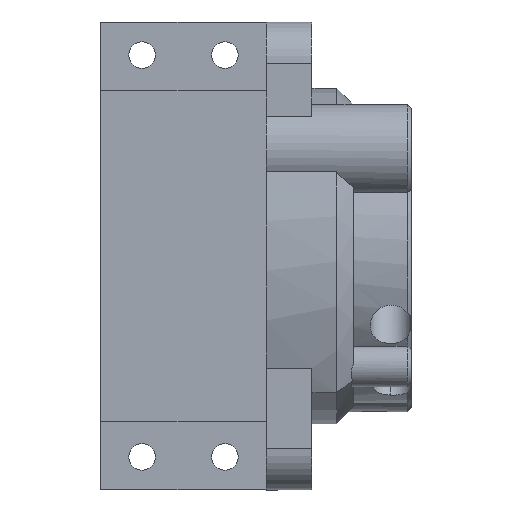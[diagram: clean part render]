
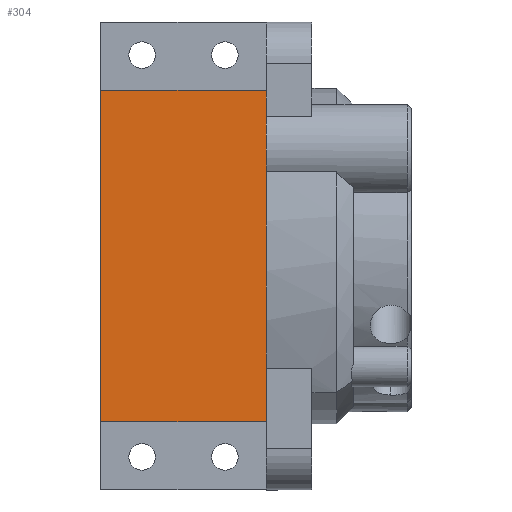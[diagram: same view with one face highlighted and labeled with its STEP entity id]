
A CAD part, front view. The second image highlights one B-rep face of the part: STEP entity #304.
In plain terms, the highlighted planar face has unit normal (0, -1, 0).
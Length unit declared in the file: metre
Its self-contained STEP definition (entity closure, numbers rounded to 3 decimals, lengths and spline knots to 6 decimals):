
#304 = ADVANCED_FACE( '', ( #764 ), #765, .T. );
#764 = FACE_OUTER_BOUND( '', #1386, .T. );
#765 = PLANE( '', #1387 );
#1386 = EDGE_LOOP( '', ( #2280, #2281, #2282, #2283, #2284, #2285 ) );
#1387 = AXIS2_PLACEMENT_3D( '', #2286, #2287, #2288 );
#2280 = ORIENTED_EDGE( '', *, *, #3979, .T. );
#2281 = ORIENTED_EDGE( '', *, *, #3980, .F. );
#2282 = ORIENTED_EDGE( '', *, *, #3720, .T. );
#2283 = ORIENTED_EDGE( '', *, *, #3981, .F. );
#2284 = ORIENTED_EDGE( '', *, *, #3982, .F. );
#2285 = ORIENTED_EDGE( '', *, *, #3983, .F. );
#2286 = CARTESIAN_POINT( '', ( -0.018189, 0.040552, 0.005739 ) );
#2287 = DIRECTION( '', ( 0., -1., 0. ) );
#2288 = DIRECTION( '', ( 0., 0., -1. ) );
#3720 = EDGE_CURVE( '', #4469, #4466, #4470, .T. );
#3979 = EDGE_CURVE( '', #4918, #4919, #4920, .T. );
#3980 = EDGE_CURVE( '', #4469, #4919, #4921, .T. );
#3981 = EDGE_CURVE( '', #4922, #4466, #4923, .T. );
#3982 = EDGE_CURVE( '', #4924, #4922, #4925, .T. );
#3983 = EDGE_CURVE( '', #4918, #4924, #4926, .T. );
#4466 = VERTEX_POINT( '', #5563 );
#4469 = VERTEX_POINT( '', #5567 );
#4470 = LINE( '', #5568, #5569 );
#4918 = VERTEX_POINT( '', #6446 );
#4919 = VERTEX_POINT( '', #6447 );
#4920 = LINE( '', #6448, #6449 );
#4921 = CIRCLE( '', #6450, 0.004 );
#4922 = VERTEX_POINT( '', #6451 );
#4923 = LINE( '', #6452, #6453 );
#4924 = VERTEX_POINT( '', #6454 );
#4925 = LINE( '', #6455, #6456 );
#4926 = CIRCLE( '', #6457, 0.004 );
#5563 = CARTESIAN_POINT( '', ( -0.038189, 0.040552, 0.046239 ) );
#5567 = CARTESIAN_POINT( '', ( -0.022189, 0.040552, 0.046239 ) );
#5568 = CARTESIAN_POINT( '', ( -0.018189, 0.040552, 0.046239 ) );
#5569 = VECTOR( '', #7632, 1. );
#6446 = CARTESIAN_POINT( '', ( -0.018189, 0.040552, 0.001739 ) );
#6447 = CARTESIAN_POINT( '', ( -0.018189, 0.040552, 0.050239 ) );
#6448 = CARTESIAN_POINT( '', ( -0.018189, 0.040552, 0.005739 ) );
#6449 = VECTOR( '', #7908, 1. );
#6450 = AXIS2_PLACEMENT_3D( '', #7909, #7910, #7911 );
#6451 = CARTESIAN_POINT( '', ( -0.038189, 0.040552, 0.005739 ) );
#6452 = CARTESIAN_POINT( '', ( -0.038189, 0.040552, 0.005739 ) );
#6453 = VECTOR( '', #7912, 1. );
#6454 = CARTESIAN_POINT( '', ( -0.022189, 0.040552, 0.005739 ) );
#6455 = CARTESIAN_POINT( '', ( -0.018189, 0.040552, 0.005739 ) );
#6456 = VECTOR( '', #7913, 1. );
#6457 = AXIS2_PLACEMENT_3D( '', #7914, #7915, #7916 );
#7632 = DIRECTION( '', ( -1., 0., 0. ) );
#7908 = DIRECTION( '', ( 0., 0., 1. ) );
#7909 = CARTESIAN_POINT( '', ( -0.022189, 0.040552, 0.050239 ) );
#7910 = DIRECTION( '', ( 0., -1., 0. ) );
#7911 = DIRECTION( '', ( 0.707, 0., -0.707 ) );
#7912 = DIRECTION( '', ( 0., 0., 1. ) );
#7913 = DIRECTION( '', ( -1., 0., 0. ) );
#7914 = CARTESIAN_POINT( '', ( -0.022189, 0.040552, 0.001739 ) );
#7915 = DIRECTION( '', ( 0., -1., 0. ) );
#7916 = DIRECTION( '', ( 0.707, 0., 0.707 ) );
